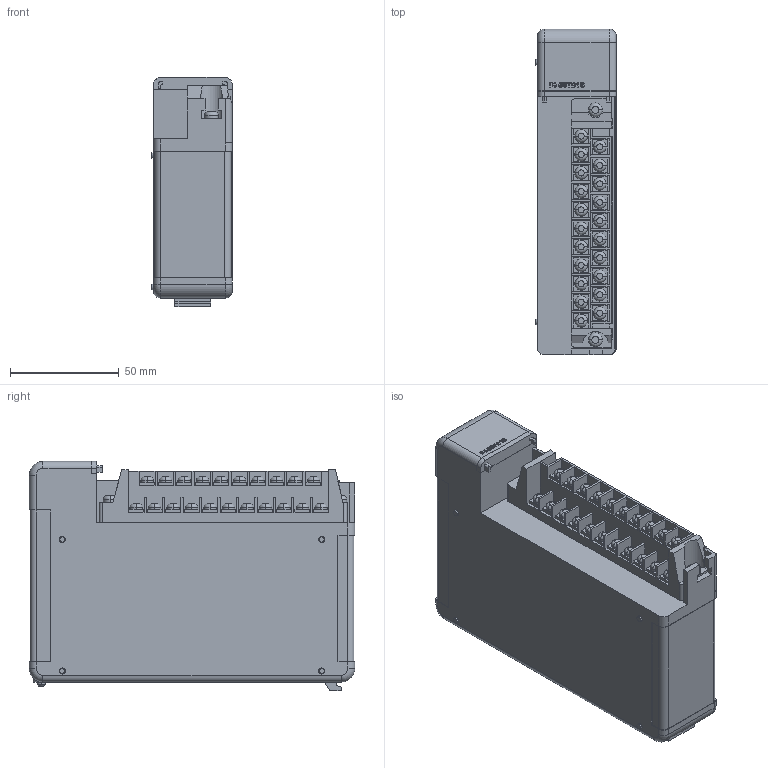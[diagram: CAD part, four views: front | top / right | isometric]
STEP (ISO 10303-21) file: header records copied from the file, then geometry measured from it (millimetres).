
FILE_DESCRIPTION (( 'STEP AP214' ), '1' );
FILE_NAME ('F4-08TD1S.step', '2014-09-23T18:07:03', ( '' ), ( '' ), 'SwSTEP 2.0', 'SolidWorks 2014', '' );
FILE_SCHEMA (( 'AUTOMOTIVE_DESIGN' ));
Length unit declared in the file: inch
Products named in the file (1): F4-08TD1S
Bounding box: 36.96 x 149.99 x 105.56 mm (x, y, z)
Volume: 450851.4 mm3; surface area: 56018.6 mm2
Topology: 15 solids, 15 shells, 612 faces, 1522 edges, 994 vertices
Faces by surface type: plane 414, cylinder 86, torus 54, bspline 48, cone 10
Entity records: 25361 total; most frequent: CARTESIAN_POINT 5835, ORIENTED_EDGE 3044, DIRECTION 2837, EDGE_CURVE 1522, LINE 1131, VECTOR 1131, VERTEX_POINT 994, AXIS2_PLACEMENT_3D 853
